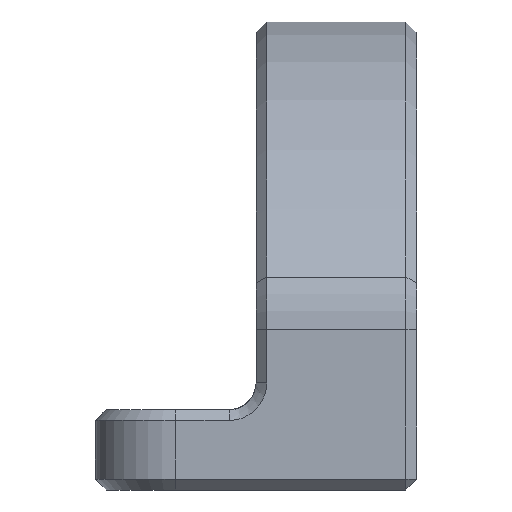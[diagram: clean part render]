
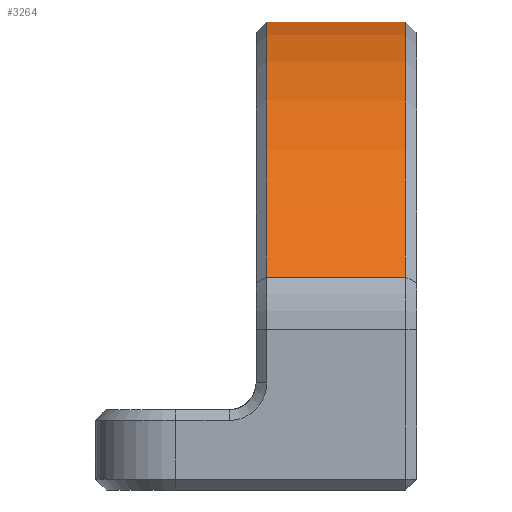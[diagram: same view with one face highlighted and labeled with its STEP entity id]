
A CAD part, front view. The second image highlights one B-rep face of the part: STEP entity #3264.
In plain terms, the highlighted cylindrical face has radius 18.952 mm (diameter 37.904 mm), a partial arc.
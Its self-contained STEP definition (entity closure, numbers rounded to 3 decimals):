
#304 = CARTESIAN_POINT ( 'NONE',  ( 17.4, 16.486, 9.348 ) ) ;
#443 = DIRECTION ( 'NONE',  ( 1., 0., 0. ) ) ;
#475 = CARTESIAN_POINT ( 'NONE',  ( -19.983, 16.486, 9.348 ) ) ;
#523 = DIRECTION ( 'NONE',  ( 0., -1., 0. ) ) ;
#783 = DIRECTION ( 'NONE',  ( 1., 0., 0. ) ) ;
#830 = VERTEX_POINT ( 'NONE', #5218 ) ;
#846 = CARTESIAN_POINT ( 'NONE',  ( -19.983, -16.486, 9.348 ) ) ;
#895 = EDGE_CURVE ( 'NONE', #3944, #6167, #3185, .T. ) ;
#999 = CARTESIAN_POINT ( 'NONE',  ( 17.4, 0., 0. ) ) ;
#1389 = CIRCLE ( 'NONE', #4608, 18.952 ) ;
#1513 = DIRECTION ( 'NONE',  ( 1., 0., 0. ) ) ;
#1559 = VERTEX_POINT ( 'NONE', #1685 ) ;
#1685 = CARTESIAN_POINT ( 'NONE',  ( 22.6, -16.486, 9.348 ) ) ;
#2339 = DIRECTION ( 'NONE',  ( -1., 0., 0. ) ) ;
#2775 = EDGE_CURVE ( 'NONE', #1559, #830, #1389, .T. ) ;
#3044 = DIRECTION ( 'NONE',  ( 1., 0., 0. ) ) ;
#3185 = CIRCLE ( 'NONE', #4912, 18.952 ) ;
#3264 = ADVANCED_FACE ( 'NONE', ( #5512 ), #6554, .T. ) ;
#3313 = CARTESIAN_POINT ( 'NONE',  ( 22.6, 0., 0. ) ) ;
#3541 = EDGE_LOOP ( 'NONE', ( #4041, #4210, #4525, #3879 ) ) ;
#3790 = AXIS2_PLACEMENT_3D ( 'NONE', #5604, #1513, #3971 ) ;
#3879 = ORIENTED_EDGE ( 'NONE', *, *, #2775, .T. ) ;
#3944 = VERTEX_POINT ( 'NONE', #304 ) ;
#3971 = DIRECTION ( 'NONE',  ( 0., 1., 0. ) ) ;
#4041 = ORIENTED_EDGE ( 'NONE', *, *, #5583, .F. ) ;
#4210 = ORIENTED_EDGE ( 'NONE', *, *, #895, .T. ) ;
#4525 = ORIENTED_EDGE ( 'NONE', *, *, #5721, .T. ) ;
#4595 = CARTESIAN_POINT ( 'NONE',  ( 17.4, -16.486, 9.348 ) ) ;
#4608 = AXIS2_PLACEMENT_3D ( 'NONE', #3313, #2339, #6426 ) ;
#4912 = AXIS2_PLACEMENT_3D ( 'NONE', #999, #3044, #523 ) ;
#4952 = LINE ( 'NONE', #846, #6613 ) ;
#5218 = CARTESIAN_POINT ( 'NONE',  ( 22.6, 16.486, 9.348 ) ) ;
#5512 = FACE_OUTER_BOUND ( 'NONE', #3541, .T. ) ;
#5547 = VECTOR ( 'NONE', #443, 1000. ) ;
#5583 = EDGE_CURVE ( 'NONE', #3944, #830, #6242, .T. ) ;
#5604 = CARTESIAN_POINT ( 'NONE',  ( -19.983, 0., 0. ) ) ;
#5721 = EDGE_CURVE ( 'NONE', #6167, #1559, #4952, .T. ) ;
#6167 = VERTEX_POINT ( 'NONE', #4595 ) ;
#6242 = LINE ( 'NONE', #475, #5547 ) ;
#6426 = DIRECTION ( 'NONE',  ( 0., 1., 0. ) ) ;
#6554 = CYLINDRICAL_SURFACE ( 'NONE', #3790, 18.952 ) ;
#6613 = VECTOR ( 'NONE', #783, 1000. ) ;
